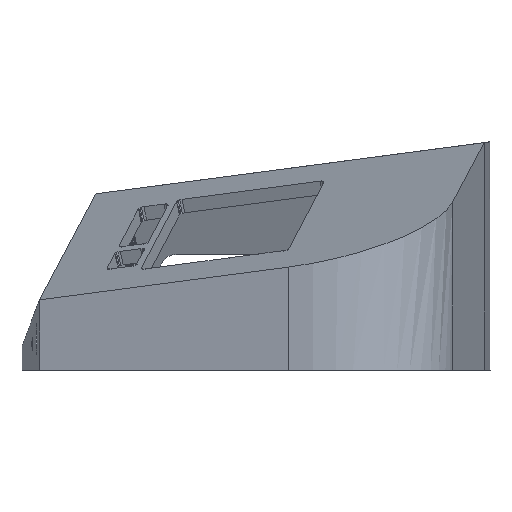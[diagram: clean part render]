
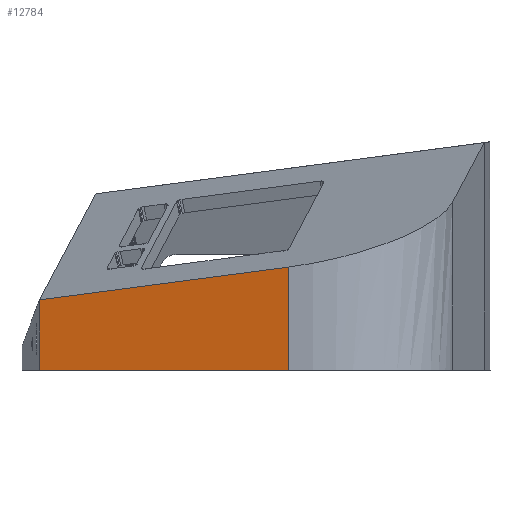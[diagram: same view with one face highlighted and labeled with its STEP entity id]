
A CAD part, left-side view. The second image highlights one B-rep face of the part: STEP entity #12784.
In plain terms, the highlighted planar face has unit normal (-0.974, 0.227, 0).
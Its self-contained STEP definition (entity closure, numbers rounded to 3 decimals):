
#120 = PLANE('',#121);
#121 = AXIS2_PLACEMENT_3D('',#122,#123,#124);
#122 = CARTESIAN_POINT('',(-400.,-321.738,39.792));
#123 = DIRECTION('',(0.,0.,1.));
#124 = DIRECTION('',(1.,0.,0.));
#4451 = PLANE('',#4452);
#4452 = AXIS2_PLACEMENT_3D('',#4453,#4454,#4455);
#4453 = CARTESIAN_POINT('',(42.573,40.753,
    -5.764));
#4454 = DIRECTION('',(-0.024,1.,0.));
#4455 = DIRECTION('',(-0.998,-0.024,
    0.062));
#4470 = VERTEX_POINT('',#4471);
#4471 = CARTESIAN_POINT('',(-188.97,35.272,
    39.792));
#4490 = EDGE_CURVE('',#4470,#4491,#4493,.T.);
#4491 = VERTEX_POINT('',#4492);
#4492 = CARTESIAN_POINT('',(-225.201,-120.321,
    39.792));
#4493 = SURFACE_CURVE('',#4494,(#4498,#4504),.PCURVE_S1.);
#4494 = LINE('',#4495,#4496);
#4495 = CARTESIAN_POINT('',(-242.883,-196.257,
    39.792));
#4496 = VECTOR('',#4497,1.);
#4497 = DIRECTION('',(-0.227,-0.974,0.));
#4498 = PCURVE('',#120,#4499);
#4499 = DEFINITIONAL_REPRESENTATION('',(#4500),#4503);
#4500 = B_SPLINE_CURVE_WITH_KNOTS('',1,(#4501,#4502),.UNSPECIFIED.,.F.,
  .F.,(2,2),(-269.491,-51.552),.PIECEWISE_BEZIER_KNOTS.);
#4501 = CARTESIAN_POINT('',(218.235,387.95));
#4502 = CARTESIAN_POINT('',(168.808,175.69));
#4503 = ( GEOMETRIC_REPRESENTATION_CONTEXT(2) 
PARAMETRIC_REPRESENTATION_CONTEXT() REPRESENTATION_CONTEXT('2D SPACE',''
  ) );
#4504 = PCURVE('',#4505,#4510);
#4505 = PLANE('',#4506);
#4506 = AXIS2_PLACEMENT_3D('',#4507,#4508,#4509);
#4507 = CARTESIAN_POINT('',(-207.085,-42.524,
    18.922));
#4508 = DIRECTION('',(0.974,-0.227,0.));
#4509 = DIRECTION('',(0.225,0.966,-0.127));
#4510 = DEFINITIONAL_REPRESENTATION('',(#4511),#4514);
#4511 = B_SPLINE_CURVE_WITH_KNOTS('',1,(#4512,#4513),.UNSPECIFIED.,.F.,
  .F.,(2,2),(-269.491,-51.552),.PIECEWISE_BEZIER_KNOTS.);
#4512 = CARTESIAN_POINT('',(108.085,34.9));
#4513 = CARTESIAN_POINT('',(-108.085,7.182));
#4514 = ( GEOMETRIC_REPRESENTATION_CONTEXT(2) 
PARAMETRIC_REPRESENTATION_CONTEXT() REPRESENTATION_CONTEXT('2D SPACE',''
  ) );
#4578 = SURFACE_OF_LINEAR_EXTRUSION('',#4579,#4584);
#4579 = CIRCLE('',#4580,90.);
#4580 = AXIS2_PLACEMENT_3D('',#4581,#4582,#4583);
#4581 = CARTESIAN_POINT('',(-141.566,-135.932,
    -16.484));
#4582 = DIRECTION('',(0.293,-0.192,-0.937));
#4583 = DIRECTION('',(-0.225,-0.966,0.127));
#4584 = VECTOR('',#4585,1.);
#4585 = DIRECTION('',(0.,0.,1.));
#5306 = PLANE('',#5307);
#5307 = AXIS2_PLACEMENT_3D('',#5308,#5309,#5310);
#5308 = CARTESIAN_POINT('',(-116.102,-98.188,
    133.763));
#5309 = DIRECTION('',(0.293,-0.192,-0.937));
#5310 = DIRECTION('',(-0.954,0.,-0.299));
#5323 = VERTEX_POINT('',#5324);
#5324 = CARTESIAN_POINT('',(-188.97,35.272,
    83.68));
#12432 = EDGE_CURVE('',#4470,#5323,#12433,.T.);
#12433 = SURFACE_CURVE('',#12434,(#12438,#12445),.PCURVE_S1.);
#12434 = LINE('',#12435,#12436);
#12435 = CARTESIAN_POINT('',(-188.97,35.272,
    -66.32));
#12436 = VECTOR('',#12437,1.);
#12437 = DIRECTION('',(0.,0.,1.));
#12438 = PCURVE('',#4451,#12439);
#12439 = DEFINITIONAL_REPRESENTATION('',(#12440),#12444);
#12440 = LINE('',#12441,#12442);
#12441 = CARTESIAN_POINT('',(227.389,-74.855));
#12442 = VECTOR('',#12443,1.);
#12443 = DIRECTION('',(0.062,0.998));
#12444 = ( GEOMETRIC_REPRESENTATION_CONTEXT(2) 
PARAMETRIC_REPRESENTATION_CONTEXT() REPRESENTATION_CONTEXT('2D SPACE',''
  ) );
#12445 = PCURVE('',#4505,#12446);
#12446 = DEFINITIONAL_REPRESENTATION('',(#12447),#12451);
#12447 = LINE('',#12448,#12449);
#12448 = CARTESIAN_POINT('',(90.071,-74.391));
#12449 = VECTOR('',#12450,1.);
#12450 = DIRECTION('',(-0.127,0.992));
#12451 = ( GEOMETRIC_REPRESENTATION_CONTEXT(2) 
PARAMETRIC_REPRESENTATION_CONTEXT() REPRESENTATION_CONTEXT('2D SPACE',''
  ) );
#12784 = ADVANCED_FACE('',(#12785),#4505,.F.);
#12785 = FACE_BOUND('',#12786,.F.);
#12786 = EDGE_LOOP('',(#12787,#12810,#12811,#12812));
#12787 = ORIENTED_EDGE('',*,*,#12788,.F.);
#12788 = EDGE_CURVE('',#4491,#12789,#12791,.T.);
#12789 = VERTEX_POINT('',#12790);
#12790 = CARTESIAN_POINT('',(-225.201,-120.321,
    104.164));
#12791 = SURFACE_CURVE('',#12792,(#12796,#12803),.PCURVE_S1.);
#12792 = LINE('',#12793,#12794);
#12793 = CARTESIAN_POINT('',(-225.201,-120.321,
    -45.836));
#12794 = VECTOR('',#12795,1.);
#12795 = DIRECTION('',(0.,0.,1.));
#12796 = PCURVE('',#4505,#12797);
#12797 = DEFINITIONAL_REPRESENTATION('',(#12798),#12802);
#12798 = LINE('',#12799,#12800);
#12799 = CARTESIAN_POINT('',(-70.993,-74.391));
#12800 = VECTOR('',#12801,1.);
#12801 = DIRECTION('',(-0.127,0.992));
#12802 = ( GEOMETRIC_REPRESENTATION_CONTEXT(2) 
PARAMETRIC_REPRESENTATION_CONTEXT() REPRESENTATION_CONTEXT('2D SPACE',''
  ) );
#12803 = PCURVE('',#4578,#12804);
#12804 = DEFINITIONAL_REPRESENTATION('',(#12805),#12809);
#12805 = LINE('',#12806,#12807);
#12806 = CARTESIAN_POINT('',(1.571,0.));
#12807 = VECTOR('',#12808,1.);
#12808 = DIRECTION('',(0.,1.));
#12809 = ( GEOMETRIC_REPRESENTATION_CONTEXT(2) 
PARAMETRIC_REPRESENTATION_CONTEXT() REPRESENTATION_CONTEXT('2D SPACE',''
  ) );
#12810 = ORIENTED_EDGE('',*,*,#4490,.F.);
#12811 = ORIENTED_EDGE('',*,*,#12432,.T.);
#12812 = ORIENTED_EDGE('',*,*,#12813,.F.);
#12813 = EDGE_CURVE('',#12789,#5323,#12814,.T.);
#12814 = SURFACE_CURVE('',#12815,(#12819,#12826),.PCURVE_S1.);
#12815 = LINE('',#12816,#12817);
#12816 = CARTESIAN_POINT('',(-225.201,-120.321,
    104.164));
#12817 = VECTOR('',#12818,1.);
#12818 = DIRECTION('',(0.225,0.966,-0.127));
#12819 = PCURVE('',#4505,#12820);
#12820 = DEFINITIONAL_REPRESENTATION('',(#12821),#12825);
#12821 = LINE('',#12822,#12823);
#12822 = CARTESIAN_POINT('',(-90.071,74.391));
#12823 = VECTOR('',#12824,1.);
#12824 = DIRECTION('',(1.,0.));
#12825 = ( GEOMETRIC_REPRESENTATION_CONTEXT(2) 
PARAMETRIC_REPRESENTATION_CONTEXT() REPRESENTATION_CONTEXT('2D SPACE',''
  ) );
#12826 = PCURVE('',#5306,#12827);
#12827 = DEFINITIONAL_REPRESENTATION('',(#12828),#12832);
#12828 = LINE('',#12829,#12830);
#12829 = CARTESIAN_POINT('',(112.961,-22.55));
#12830 = VECTOR('',#12831,1.);
#12831 = DIRECTION('',(-0.177,0.984));
#12832 = ( GEOMETRIC_REPRESENTATION_CONTEXT(2) 
PARAMETRIC_REPRESENTATION_CONTEXT() REPRESENTATION_CONTEXT('2D SPACE',''
  ) );
